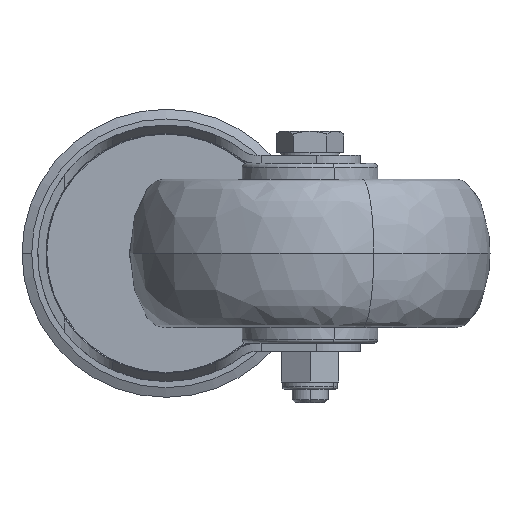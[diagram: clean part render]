
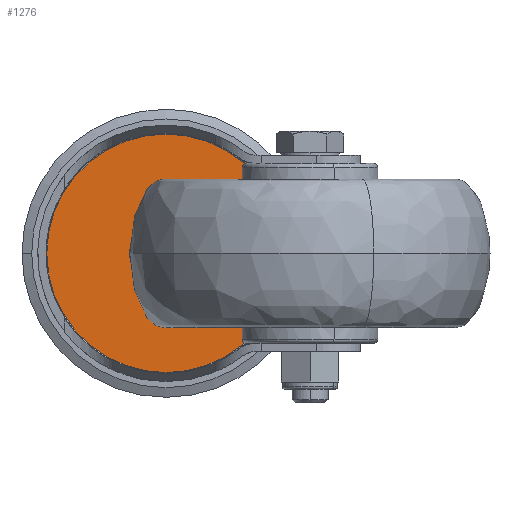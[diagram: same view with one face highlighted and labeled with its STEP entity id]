
A CAD part, front view. The second image highlights one B-rep face of the part: STEP entity #1276.
In plain terms, the highlighted planar face has unit normal (0, -1, 0).
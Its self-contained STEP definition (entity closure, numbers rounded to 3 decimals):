
#1031 = CARTESIAN_POINT ( 'NONE',  ( 0., -11.8, 0. ) ) ;
#1034 = EDGE_LOOP ( 'NONE', ( #13663, #2904 ) ) ;
#1276 = ADVANCED_FACE ( 'NONE', ( #5816, #8091 ), #5845, .F. ) ;
#2274 = EDGE_CURVE ( 'NONE', #5094, #13798, #4043, .T. ) ;
#2613 = EDGE_CURVE ( 'NONE', #7715, #11927, #6930, .T. ) ;
#2904 = ORIENTED_EDGE ( 'NONE', *, *, #3765, .F. ) ;
#3677 = AXIS2_PLACEMENT_3D ( 'NONE', #12096, #10819, #9636 ) ;
#3765 = EDGE_CURVE ( 'NONE', #11927, #7715, #5772, .T. ) ;
#3945 = CIRCLE ( 'NONE', #13924, 8.1 ) ;
#3954 = CARTESIAN_POINT ( 'NONE',  ( 0., -11.8, 8.1 ) ) ;
#4043 = CIRCLE ( 'NONE', #14797, 8.1 ) ;
#4208 = EDGE_LOOP ( 'NONE', ( #9621, #15749 ) ) ;
#4598 = DIRECTION ( 'NONE',  ( 0., 1., 0. ) ) ;
#4801 = CARTESIAN_POINT ( 'NONE',  ( 0., -11.8, 26.5 ) ) ;
#5094 = VERTEX_POINT ( 'NONE', #10043 ) ;
#5110 = CARTESIAN_POINT ( 'NONE',  ( 0., -11.8, 0. ) ) ;
#5772 = CIRCLE ( 'NONE', #6301, 26.5 ) ;
#5816 = FACE_BOUND ( 'NONE', #4208, .T. ) ;
#5845 = PLANE ( 'NONE',  #3677 ) ;
#5898 = CARTESIAN_POINT ( 'NONE',  ( 0., -11.8, 0. ) ) ;
#5914 = DIRECTION ( 'NONE',  ( 0., 0., 1. ) ) ;
#6301 = AXIS2_PLACEMENT_3D ( 'NONE', #5110, #11385, #10103 ) ;
#6930 = CIRCLE ( 'NONE', #14837, 26.5 ) ;
#7715 = VERTEX_POINT ( 'NONE', #4801 ) ;
#8011 = CARTESIAN_POINT ( 'NONE',  ( 0., -11.8, -26.5 ) ) ;
#8091 = FACE_OUTER_BOUND ( 'NONE', #1034, .T. ) ;
#8401 = DIRECTION ( 'NONE',  ( 0., 0., 1. ) ) ;
#9621 = ORIENTED_EDGE ( 'NONE', *, *, #12100, .T. ) ;
#9636 = DIRECTION ( 'NONE',  ( 0., 0., 1. ) ) ;
#9648 = DIRECTION ( 'NONE',  ( 0., 1., 0. ) ) ;
#10043 = CARTESIAN_POINT ( 'NONE',  ( 0., -11.8, -8.1 ) ) ;
#10103 = DIRECTION ( 'NONE',  ( 0., 0., 1. ) ) ;
#10819 = DIRECTION ( 'NONE',  ( 0., 1., 0. ) ) ;
#11385 = DIRECTION ( 'NONE',  ( 0., 1., 0. ) ) ;
#11927 = VERTEX_POINT ( 'NONE', #8011 ) ;
#11933 = DIRECTION ( 'NONE',  ( 0., 1., 0. ) ) ;
#12096 = CARTESIAN_POINT ( 'NONE',  ( 0., -11.8, 0. ) ) ;
#12100 = EDGE_CURVE ( 'NONE', #13798, #5094, #3945, .T. ) ;
#13663 = ORIENTED_EDGE ( 'NONE', *, *, #2613, .F. ) ;
#13798 = VERTEX_POINT ( 'NONE', #3954 ) ;
#13924 = AXIS2_PLACEMENT_3D ( 'NONE', #5898, #4598, #8401 ) ;
#14502 = DIRECTION ( 'NONE',  ( 0., 0., 1. ) ) ;
#14797 = AXIS2_PLACEMENT_3D ( 'NONE', #1031, #11933, #5914 ) ;
#14837 = AXIS2_PLACEMENT_3D ( 'NONE', #15732, #9648, #14502 ) ;
#15732 = CARTESIAN_POINT ( 'NONE',  ( 0., -11.8, 0. ) ) ;
#15749 = ORIENTED_EDGE ( 'NONE', *, *, #2274, .T. ) ;
